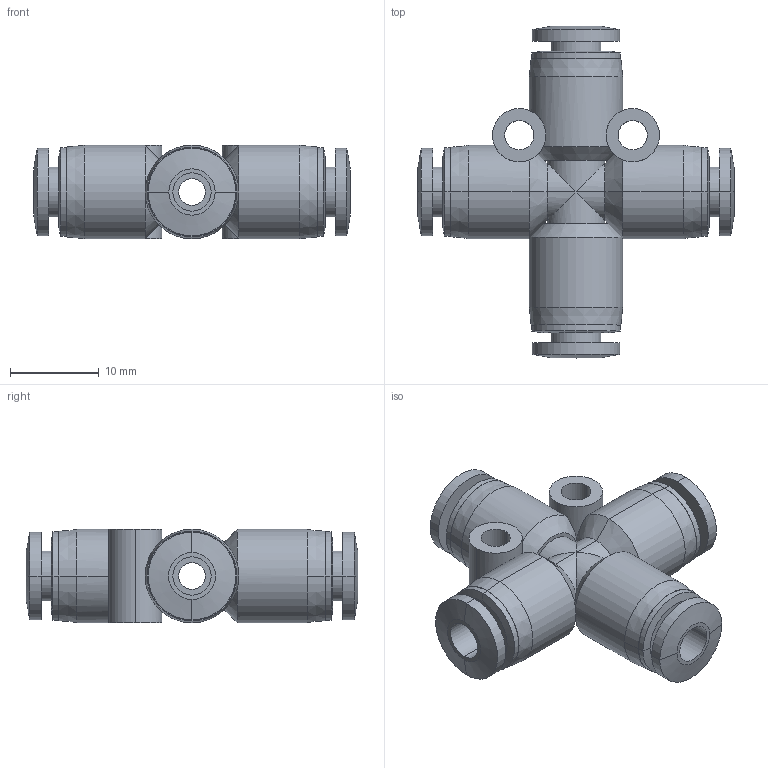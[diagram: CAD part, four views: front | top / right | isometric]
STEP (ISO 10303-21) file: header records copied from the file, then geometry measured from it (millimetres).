
FILE_DESCRIPTION (( 'STEP AP214' ), '1' );
FILE_NAME ('UX532.STEP', '2019-08-01T18:18:44', ( '' ), ( '' ), 'SwSTEP 2.0', 'SolidWorks 2018', '' );
FILE_SCHEMA (( 'AUTOMOTIVE_DESIGN' ));
Length unit declared in the file: inch
Products named in the file (1): UX532
Bounding box: 35.59 x 37.3 x 10.5 mm (x, y, z)
Volume: 4085.8 mm3; surface area: 3920.7 mm2
Topology: 1 solids, 1 shells, 124 faces, 298 edges, 180 vertices
Faces by surface type: cylinder 66, cone 32, plane 26
Entity records: 3842 total; most frequent: CARTESIAN_POINT 927, DIRECTION 638, ORIENTED_EDGE 580, EDGE_CURVE 290, AXIS2_PLACEMENT_3D 273, VERTEX_POINT 176, EDGE_LOOP 150, CIRCLE 148
